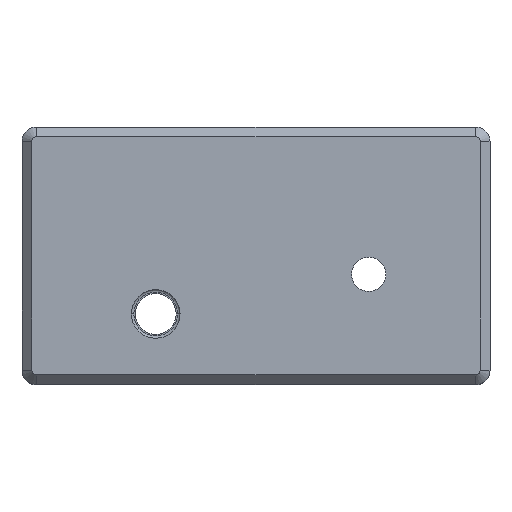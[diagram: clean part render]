
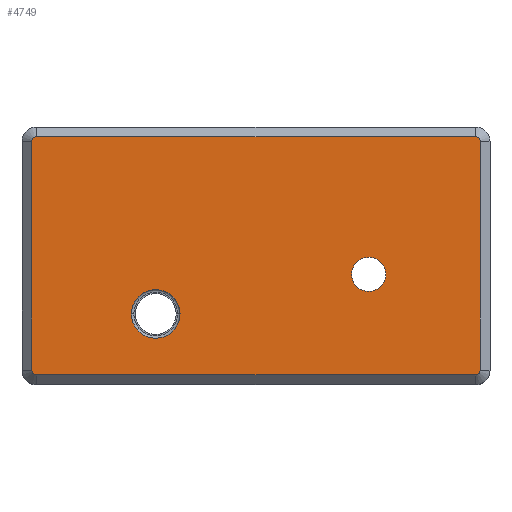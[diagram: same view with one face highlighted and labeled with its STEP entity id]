
A CAD part, top view. The second image highlights one B-rep face of the part: STEP entity #4749.
In plain terms, the highlighted planar face has unit normal (0, 0, 1).
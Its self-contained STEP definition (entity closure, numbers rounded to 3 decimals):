
#2 = ORIENTED_EDGE ( 'NONE', *, *, #184, .F. ) ;
#10 = CIRCLE ( 'NONE', #4419, 3.5 ) ;
#11 = EDGE_LOOP ( 'NONE', ( #4426, #4418 ) ) ;
#14 = CIRCLE ( 'NONE', #3183, 5. ) ;
#18 = EDGE_CURVE ( 'NONE', #48, #2110, #3123, .T. ) ;
#48 = VERTEX_POINT ( 'NONE', #994 ) ;
#58 = CARTESIAN_POINT ( 'NONE',  ( -55.55, -75.608, 3. ) ) ;
#75 = CARTESIAN_POINT ( 'NONE',  ( 16.2, 0., 3. ) ) ;
#184 = EDGE_CURVE ( 'NONE', #776, #3904, #4330, .T. ) ;
#191 = FACE_BOUND ( 'NONE', #11, .T. ) ;
#228 = VERTEX_POINT ( 'NONE', #4010 ) ;
#245 = ORIENTED_EDGE ( 'NONE', *, *, #1539, .T. ) ;
#311 = CARTESIAN_POINT ( 'NONE',  ( -76.054, 0., 3. ) ) ;
#347 = ORIENTED_EDGE ( 'NONE', *, *, #18, .T. ) ;
#408 = DIRECTION ( 'NONE',  ( 0., 0., -1. ) ) ;
#431 = DIRECTION ( 'NONE',  ( 1., 0., 0. ) ) ;
#453 = PLANE ( 'NONE',  #1406 ) ;
#454 = EDGE_CURVE ( 'NONE', #2641, #2763, #3713, .T. ) ;
#481 = CARTESIAN_POINT ( 'NONE',  ( 15.2, -39.158, 3. ) ) ;
#530 = EDGE_CURVE ( 'NONE', #1224, #2641, #4877, .T. ) ;
#616 = DIRECTION ( 'NONE',  ( 0., 0., 1. ) ) ;
#650 = EDGE_LOOP ( 'NONE', ( #2, #690 ) ) ;
#665 = CARTESIAN_POINT ( 'NONE',  ( -50.55, -75.608, 3. ) ) ;
#690 = ORIENTED_EDGE ( 'NONE', *, *, #4438, .F. ) ;
#723 = VERTEX_POINT ( 'NONE', #3449 ) ;
#776 = VERTEX_POINT ( 'NONE', #943 ) ;
#819 = DIRECTION ( 'NONE',  ( 1., 0., 0. ) ) ;
#943 = CARTESIAN_POINT ( 'NONE',  ( -45.55, -75.608, 3. ) ) ;
#974 = VECTOR ( 'NONE', #3444, 1000. ) ;
#994 = CARTESIAN_POINT ( 'NONE',  ( -76.054, -40.158, 3. ) ) ;
#1067 = AXIS2_PLACEMENT_3D ( 'NONE', #4260, #2982, #2605 ) ;
#1152 = CARTESIAN_POINT ( 'NONE',  ( 0., -88.158, 3. ) ) ;
#1224 = VERTEX_POINT ( 'NONE', #3634 ) ;
#1263 = EDGE_CURVE ( 'NONE', #2763, #723, #2663, .T. ) ;
#1266 = DIRECTION ( 'NONE',  ( -1., 0., 0. ) ) ;
#1267 = ORIENTED_EDGE ( 'NONE', *, *, #454, .T. ) ;
#1319 = DIRECTION ( 'NONE',  ( -1., 0., 0. ) ) ;
#1406 = AXIS2_PLACEMENT_3D ( 'NONE', #2725, #408, #3077 ) ;
#1479 = LINE ( 'NONE', #1152, #4031 ) ;
#1539 = EDGE_CURVE ( 'NONE', #2626, #1224, #4874, .T. ) ;
#1607 = DIRECTION ( 'NONE',  ( 0., 1., 0. ) ) ;
#1684 = FACE_BOUND ( 'NONE', #650, .T. ) ;
#1910 = CIRCLE ( 'NONE', #2690, 1. ) ;
#1911 = DIRECTION ( 'NONE',  ( -1., 0., 0. ) ) ;
#1994 = ORIENTED_EDGE ( 'NONE', *, *, #4096, .T. ) ;
#2110 = VERTEX_POINT ( 'NONE', #2376 ) ;
#2123 = CARTESIAN_POINT ( 'NONE',  ( 0., -39.158, 3. ) ) ;
#2200 = ORIENTED_EDGE ( 'NONE', *, *, #4502, .T. ) ;
#2265 = ORIENTED_EDGE ( 'NONE', *, *, #530, .T. ) ;
#2362 = EDGE_LOOP ( 'NONE', ( #2200, #1994, #245, #2265, #1267, #3400, #3017, #347 ) ) ;
#2376 = CARTESIAN_POINT ( 'NONE',  ( -76.054, -87.158, 3. ) ) ;
#2571 = DIRECTION ( 'NONE',  ( 1., 0., 0. ) ) ;
#2605 = DIRECTION ( 'NONE',  ( -1., 0., 0. ) ) ;
#2626 = VERTEX_POINT ( 'NONE', #3019 ) ;
#2641 = VERTEX_POINT ( 'NONE', #4208 ) ;
#2660 = AXIS2_PLACEMENT_3D ( 'NONE', #4674, #2782, #431 ) ;
#2663 = LINE ( 'NONE', #2123, #4630 ) ;
#2690 = AXIS2_PLACEMENT_3D ( 'NONE', #3360, #4127, #4520 ) ;
#2703 = FACE_OUTER_BOUND ( 'NONE', #2362, .T. ) ;
#2725 = CARTESIAN_POINT ( 'NONE',  ( 0., 0., 3. ) ) ;
#2763 = VERTEX_POINT ( 'NONE', #481 ) ;
#2782 = DIRECTION ( 'NONE',  ( 0., 0., 1. ) ) ;
#2860 = DIRECTION ( 'NONE',  ( 1., 0., 0. ) ) ;
#2864 = VERTEX_POINT ( 'NONE', #4338 ) ;
#2901 = CIRCLE ( 'NONE', #2660, 3.5 ) ;
#2939 = AXIS2_PLACEMENT_3D ( 'NONE', #3498, #3161, #1266 ) ;
#2966 = VECTOR ( 'NONE', #1607, 1000. ) ;
#2982 = DIRECTION ( 'NONE',  ( 0., 0., 1. ) ) ;
#3017 = ORIENTED_EDGE ( 'NONE', *, *, #3316, .T. ) ;
#3019 = CARTESIAN_POINT ( 'NONE',  ( 15.2, -88.158, 3. ) ) ;
#3077 = DIRECTION ( 'NONE',  ( -1., 0., 0. ) ) ;
#3123 = LINE ( 'NONE', #311, #974 ) ;
#3161 = DIRECTION ( 'NONE',  ( 0., 0., 1. ) ) ;
#3183 = AXIS2_PLACEMENT_3D ( 'NONE', #665, #4538, #2571 ) ;
#3316 = EDGE_CURVE ( 'NONE', #723, #48, #4279, .T. ) ;
#3360 = CARTESIAN_POINT ( 'NONE',  ( -75.054, -87.158, 3. ) ) ;
#3400 = ORIENTED_EDGE ( 'NONE', *, *, #1263, .T. ) ;
#3444 = DIRECTION ( 'NONE',  ( 0., -1., 0. ) ) ;
#3449 = CARTESIAN_POINT ( 'NONE',  ( -75.054, -39.158, 3. ) ) ;
#3498 = CARTESIAN_POINT ( 'NONE',  ( -75.054, -40.158, 3. ) ) ;
#3580 = AXIS2_PLACEMENT_3D ( 'NONE', #4261, #3824, #1911 ) ;
#3634 = CARTESIAN_POINT ( 'NONE',  ( 16.2, -87.158, 3. ) ) ;
#3651 = DIRECTION ( 'NONE',  ( 1., 0., 0. ) ) ;
#3670 = CARTESIAN_POINT ( 'NONE',  ( -50.55, -75.608, 3. ) ) ;
#3713 = CIRCLE ( 'NONE', #1067, 1. ) ;
#3824 = DIRECTION ( 'NONE',  ( 0., 0., 1. ) ) ;
#3846 = EDGE_CURVE ( 'NONE', #3964, #2864, #2901, .T. ) ;
#3904 = VERTEX_POINT ( 'NONE', #58 ) ;
#3964 = VERTEX_POINT ( 'NONE', #4151 ) ;
#4010 = CARTESIAN_POINT ( 'NONE',  ( -75.054, -88.158, 3. ) ) ;
#4031 = VECTOR ( 'NONE', #819, 1000. ) ;
#4096 = EDGE_CURVE ( 'NONE', #228, #2626, #1479, .T. ) ;
#4127 = DIRECTION ( 'NONE',  ( 0., 0., 1. ) ) ;
#4151 = CARTESIAN_POINT ( 'NONE',  ( -3.25, -67.458, 3. ) ) ;
#4208 = CARTESIAN_POINT ( 'NONE',  ( 16.2, -40.158, 3. ) ) ;
#4260 = CARTESIAN_POINT ( 'NONE',  ( 15.2, -40.158, 3. ) ) ;
#4261 = CARTESIAN_POINT ( 'NONE',  ( 15.2, -87.158, 3. ) ) ;
#4279 = CIRCLE ( 'NONE', #2939, 1. ) ;
#4330 = CIRCLE ( 'NONE', #4596, 5. ) ;
#4338 = CARTESIAN_POINT ( 'NONE',  ( -10.25, -67.458, 3. ) ) ;
#4382 = CARTESIAN_POINT ( 'NONE',  ( -6.75, -67.458, 3. ) ) ;
#4384 = EDGE_CURVE ( 'NONE', #2864, #3964, #10, .T. ) ;
#4418 = ORIENTED_EDGE ( 'NONE', *, *, #4384, .F. ) ;
#4419 = AXIS2_PLACEMENT_3D ( 'NONE', #4382, #616, #2860 ) ;
#4426 = ORIENTED_EDGE ( 'NONE', *, *, #3846, .F. ) ;
#4438 = EDGE_CURVE ( 'NONE', #3904, #776, #14, .T. ) ;
#4479 = DIRECTION ( 'NONE',  ( 0., 0., 1. ) ) ;
#4502 = EDGE_CURVE ( 'NONE', #2110, #228, #1910, .T. ) ;
#4520 = DIRECTION ( 'NONE',  ( -1., 0., 0. ) ) ;
#4538 = DIRECTION ( 'NONE',  ( 0., 0., 1. ) ) ;
#4596 = AXIS2_PLACEMENT_3D ( 'NONE', #3670, #4479, #3651 ) ;
#4630 = VECTOR ( 'NONE', #1319, 1000. ) ;
#4674 = CARTESIAN_POINT ( 'NONE',  ( -6.75, -67.458, 3. ) ) ;
#4749 = ADVANCED_FACE ( 'NONE', ( #2703, #1684, #191 ), #453, .F. ) ;
#4874 = CIRCLE ( 'NONE', #3580, 1. ) ;
#4877 = LINE ( 'NONE', #75, #2966 ) ;
